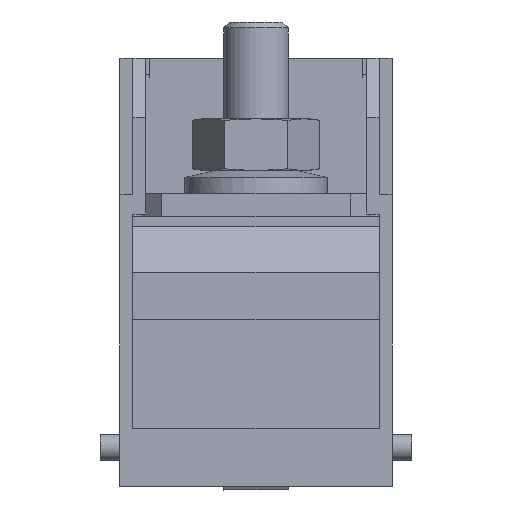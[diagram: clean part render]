
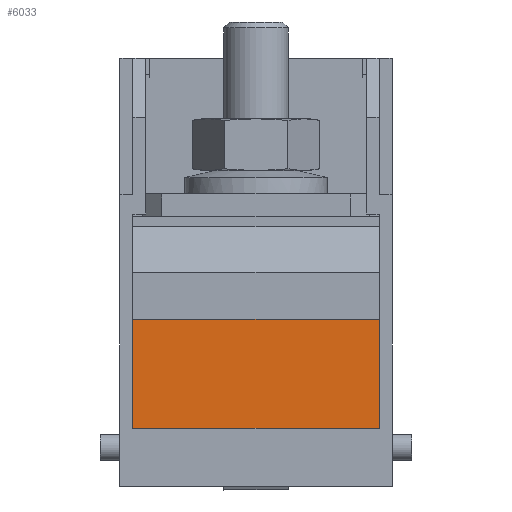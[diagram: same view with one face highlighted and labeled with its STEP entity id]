
A CAD part, front view. The second image highlights one B-rep face of the part: STEP entity #6033.
In plain terms, the highlighted planar face has unit normal (0, -1, 0).
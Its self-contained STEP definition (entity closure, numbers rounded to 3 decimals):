
#6025=AXIS2_PLACEMENT_3D('Plane Axis2P3D',#6022,#6023,#6024) ;
#4098=CARTESIAN_POINT('Vertex',(43.,22.6,26.35)) ;
#4101=CARTESIAN_POINT('Line Origine',(43.,22.6,15.95)) ;
#4105=CARTESIAN_POINT('Vertex',(43.,22.6,5.55)) ;
#4197=CARTESIAN_POINT('Vertex',(5.,22.6,5.55)) ;
#4200=CARTESIAN_POINT('Line Origine',(5.,22.6,15.95)) ;
#4204=CARTESIAN_POINT('Vertex',(5.,22.6,26.35)) ;
#4351=CARTESIAN_POINT('Line Origine',(24.,22.6,5.55)) ;
#6010=CARTESIAN_POINT('Line Origine',(24.,22.6,26.35)) ;
#6022=CARTESIAN_POINT('Axis2P3D Location',(43.,22.6,5.55)) ;
#4102=DIRECTION('Vector Direction',(0.,0.,1.)) ;
#4201=DIRECTION('Vector Direction',(0.,0.,1.)) ;
#4352=DIRECTION('Vector Direction',(-1.,0.,0.)) ;
#6011=DIRECTION('Vector Direction',(-1.,0.,0.)) ;
#6023=DIRECTION('Axis2P3D Direction',(0.,-1.,0.)) ;
#6024=DIRECTION('Axis2P3D XDirection',(0.,0.,-1.)) ;
#4103=VECTOR('Line Direction',#4102,1.) ;
#4202=VECTOR('Line Direction',#4201,1.) ;
#4353=VECTOR('Line Direction',#4352,1.) ;
#6012=VECTOR('Line Direction',#6011,1.) ;
#6028=ORIENTED_EDGE('',*,*,#4206,.F.) ;
#6029=ORIENTED_EDGE('',*,*,#4355,.F.) ;
#6030=ORIENTED_EDGE('',*,*,#4107,.T.) ;
#6031=ORIENTED_EDGE('',*,*,#6014,.T.) ;
#6033=ADVANCED_FACE('V1',(#6032),#6026,.T.) ;
#4107=EDGE_CURVE('',#4106,#4099,#4104,.T.) ;
#4206=EDGE_CURVE('',#4198,#4205,#4203,.T.) ;
#4355=EDGE_CURVE('',#4106,#4198,#4354,.T.) ;
#6014=EDGE_CURVE('',#4099,#4205,#6013,.T.) ;
#6027=EDGE_LOOP('',(#6028,#6029,#6030,#6031)) ;
#6032=FACE_OUTER_BOUND('',#6027,.T.) ;
#4104=LINE('Line',#4101,#4103) ;
#4203=LINE('Line',#4200,#4202) ;
#4354=LINE('Line',#4351,#4353) ;
#6013=LINE('Line',#6010,#6012) ;
#6026=PLANE('',#6025) ;
#4099=VERTEX_POINT('',#4098) ;
#4106=VERTEX_POINT('',#4105) ;
#4198=VERTEX_POINT('',#4197) ;
#4205=VERTEX_POINT('',#4204) ;
